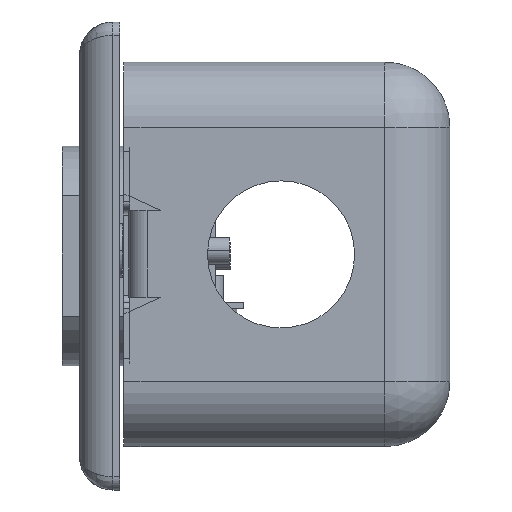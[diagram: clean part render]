
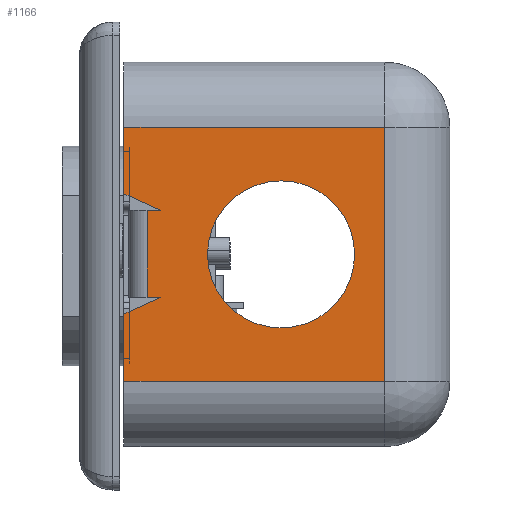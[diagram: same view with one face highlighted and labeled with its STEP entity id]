
A CAD part, left-side view. The second image highlights one B-rep face of the part: STEP entity #1166.
In plain terms, the highlighted face is planar.
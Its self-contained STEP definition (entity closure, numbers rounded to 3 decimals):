
#691 = VERTEX_POINT('',#692);
#692 = CARTESIAN_POINT('',(8.,-1.75,47.));
#699 = EDGE_CURVE('',#691,#700,#702,.T.);
#700 = VERTEX_POINT('',#701);
#701 = CARTESIAN_POINT('',(18.082,-1.75,47.));
#702 = LINE('',#703,#704);
#703 = CARTESIAN_POINT('',(0.,-1.75,47.));
#704 = VECTOR('',#705,1.);
#705 = DIRECTION('',(1.,0.,0.));
#774 = VERTEX_POINT('',#775);
#775 = CARTESIAN_POINT('',(36.082,-1.75,47.));
#781 = EDGE_CURVE('',#774,#782,#784,.T.);
#782 = VERTEX_POINT('',#783);
#783 = CARTESIAN_POINT('',(46.,-1.75,47.));
#784 = LINE('',#785,#786);
#785 = CARTESIAN_POINT('',(0.,-1.75,47.));
#786 = VECTOR('',#787,1.);
#787 = DIRECTION('',(1.,0.,0.));
#1146 = VERTEX_POINT('',#1147);
#1147 = CARTESIAN_POINT('',(8.,-1.75,8.));
#1154 = EDGE_CURVE('',#1146,#691,#1155,.T.);
#1155 = LINE('',#1156,#1157);
#1156 = CARTESIAN_POINT('',(8.,-1.75,0.));
#1157 = VECTOR('',#1158,1.);
#1158 = DIRECTION('',(0.,0.,1.));
#1166 = ADVANCED_FACE('',(#1167,#1224),#1235,.T.);
#1167 = FACE_BOUND('',#1168,.T.);
#1168 = EDGE_LOOP('',(#1169,#1170,#1178,#1184,#1185,#1193,#1201,#1209,
    #1217,#1223));
#1169 = ORIENTED_EDGE('',*,*,#1154,.F.);
#1170 = ORIENTED_EDGE('',*,*,#1171,.T.);
#1171 = EDGE_CURVE('',#1146,#1172,#1174,.T.);
#1172 = VERTEX_POINT('',#1173);
#1173 = CARTESIAN_POINT('',(46.,-1.75,8.));
#1174 = LINE('',#1175,#1176);
#1175 = CARTESIAN_POINT('',(0.,-1.75,8.));
#1176 = VECTOR('',#1177,1.);
#1177 = DIRECTION('',(1.,0.,0.));
#1178 = ORIENTED_EDGE('',*,*,#1179,.T.);
#1179 = EDGE_CURVE('',#1172,#782,#1180,.T.);
#1180 = LINE('',#1181,#1182);
#1181 = CARTESIAN_POINT('',(46.,-1.75,0.));
#1182 = VECTOR('',#1183,1.);
#1183 = DIRECTION('',(0.,0.,1.));
#1184 = ORIENTED_EDGE('',*,*,#781,.F.);
#1185 = ORIENTED_EDGE('',*,*,#1186,.T.);
#1186 = EDGE_CURVE('',#774,#1187,#1189,.T.);
#1187 = VERTEX_POINT('',#1188);
#1188 = CARTESIAN_POINT('',(33.582,-1.75,41.546));
#1189 = LINE('',#1190,#1191);
#1190 = CARTESIAN_POINT('',(36.082,-1.75,47.));
#1191 = VECTOR('',#1192,1.);
#1192 = DIRECTION('',(-0.417,-0.,-0.909));
#1193 = ORIENTED_EDGE('',*,*,#1194,.T.);
#1194 = EDGE_CURVE('',#1187,#1195,#1197,.T.);
#1195 = VERTEX_POINT('',#1196);
#1196 = CARTESIAN_POINT('',(33.582,-1.75,43.546));
#1197 = LINE('',#1198,#1199);
#1198 = CARTESIAN_POINT('',(33.582,-1.75,41.546));
#1199 = VECTOR('',#1200,1.);
#1200 = DIRECTION('',(0.,0.,1.));
#1201 = ORIENTED_EDGE('',*,*,#1202,.T.);
#1202 = EDGE_CURVE('',#1195,#1203,#1205,.T.);
#1203 = VERTEX_POINT('',#1204);
#1204 = CARTESIAN_POINT('',(20.582,-1.75,43.546));
#1205 = LINE('',#1206,#1207);
#1206 = CARTESIAN_POINT('',(33.582,-1.75,43.546));
#1207 = VECTOR('',#1208,1.);
#1208 = DIRECTION('',(-1.,0.,0.));
#1209 = ORIENTED_EDGE('',*,*,#1210,.T.);
#1210 = EDGE_CURVE('',#1203,#1211,#1213,.T.);
#1211 = VERTEX_POINT('',#1212);
#1212 = CARTESIAN_POINT('',(20.582,-1.75,41.546));
#1213 = LINE('',#1214,#1215);
#1214 = CARTESIAN_POINT('',(20.582,-1.75,43.546));
#1215 = VECTOR('',#1216,1.);
#1216 = DIRECTION('',(0.,0.,-1.));
#1217 = ORIENTED_EDGE('',*,*,#1218,.T.);
#1218 = EDGE_CURVE('',#1211,#700,#1219,.T.);
#1219 = LINE('',#1220,#1221);
#1220 = CARTESIAN_POINT('',(20.582,-1.75,41.546));
#1221 = VECTOR('',#1222,1.);
#1222 = DIRECTION('',(-0.417,0.,0.909));
#1223 = ORIENTED_EDGE('',*,*,#699,.F.);
#1224 = FACE_BOUND('',#1225,.T.);
#1225 = EDGE_LOOP('',(#1226));
#1226 = ORIENTED_EDGE('',*,*,#1227,.F.);
#1227 = EDGE_CURVE('',#1228,#1228,#1230,.T.);
#1228 = VERTEX_POINT('',#1229);
#1229 = CARTESIAN_POINT('',(38.,-1.75,23.5));
#1230 = CIRCLE('',#1231,11.);
#1231 = AXIS2_PLACEMENT_3D('',#1232,#1233,#1234);
#1232 = CARTESIAN_POINT('',(27.,-1.75,23.5));
#1233 = DIRECTION('',(0.,-1.,0.));
#1234 = DIRECTION('',(1.,0.,0.));
#1235 = PLANE('',#1236);
#1236 = AXIS2_PLACEMENT_3D('',#1237,#1238,#1239);
#1237 = CARTESIAN_POINT('',(27.005,-1.75,28.222));
#1238 = DIRECTION('',(0.,-1.,0.));
#1239 = DIRECTION('',(0.,0.,-1.));
